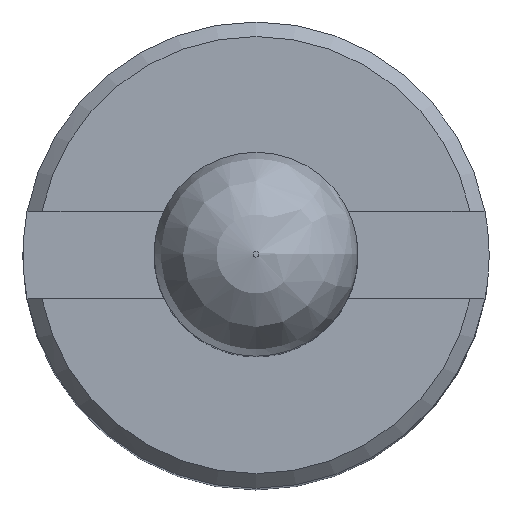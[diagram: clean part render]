
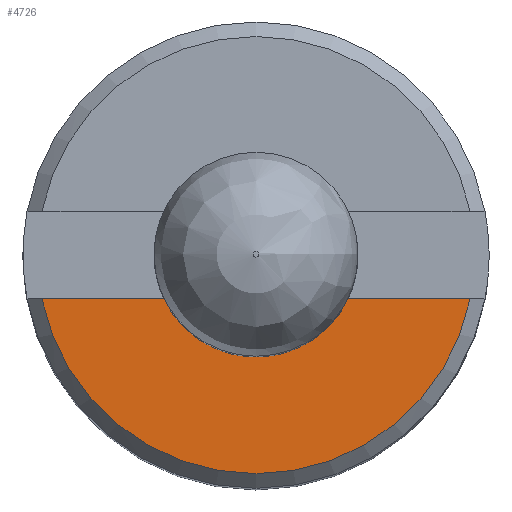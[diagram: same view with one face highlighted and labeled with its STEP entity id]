
A CAD part, top view. The second image highlights one B-rep face of the part: STEP entity #4726.
In plain terms, the highlighted face is planar.
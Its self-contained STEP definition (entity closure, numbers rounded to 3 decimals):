
#709=FACE_OUTER_BOUND('',#983,.T.);
#983=EDGE_LOOP('',(#4095,#4096,#4097,#4098));
#1276=LINE('',#11272,#1574);
#1282=LINE('',#11292,#1580);
#1574=VECTOR('',#5684,10.);
#1580=VECTOR('',#5692,10.);
#1691=CIRCLE('',#5003,7.5);
#1692=CIRCLE('',#5004,3.5);
#2115=VERTEX_POINT('',#11268);
#2117=VERTEX_POINT('',#11271);
#2121=VERTEX_POINT('',#11282);
#2124=VERTEX_POINT('',#11288);
#2767=EDGE_CURVE('',#2117,#2115,#1276,.T.);
#2775=EDGE_CURVE('',#2121,#2124,#1282,.T.);
#2798=EDGE_CURVE('',#2124,#2117,#1691,.T.);
#2799=EDGE_CURVE('',#2121,#2115,#1692,.T.);
#4095=ORIENTED_EDGE('',*,*,#2775,.T.);
#4096=ORIENTED_EDGE('',*,*,#2798,.T.);
#4097=ORIENTED_EDGE('',*,*,#2767,.T.);
#4098=ORIENTED_EDGE('',*,*,#2799,.F.);
#4230=PLANE('',#5002);
#4726=ADVANCED_FACE('',(#709),#4230,.T.);
#5002=AXIS2_PLACEMENT_3D('',#11338,#5736,#5737);
#5003=AXIS2_PLACEMENT_3D('',#11339,#5738,#5739);
#5004=AXIS2_PLACEMENT_3D('',#11340,#5740,#5741);
#5684=DIRECTION('',(0.,1.,0.));
#5692=DIRECTION('',(0.,1.,0.));
#5736=DIRECTION('center_axis',(1.,0.,0.));
#5737=DIRECTION('ref_axis',(0.,0.,-1.));
#5738=DIRECTION('center_axis',(1.,0.,0.));
#5739=DIRECTION('ref_axis',(0.,1.,0.));
#5740=DIRECTION('center_axis',(1.,0.,0.));
#5741=DIRECTION('ref_axis',(0.,1.,0.));
#11268=CARTESIAN_POINT('',(80.,-3.162,1.5));
#11271=CARTESIAN_POINT('',(80.,-7.348,1.5));
#11272=CARTESIAN_POINT('',(80.,6.923,1.5));
#11282=CARTESIAN_POINT('',(80.,3.162,1.5));
#11288=CARTESIAN_POINT('',(80.,7.348,1.5));
#11292=CARTESIAN_POINT('',(80.,6.923,1.5));
#11338=CARTESIAN_POINT('Origin',(80.,5.5,0.));
#11339=CARTESIAN_POINT('Origin',(80.,0.,0.));
#11340=CARTESIAN_POINT('Origin',(80.,0.,0.));
